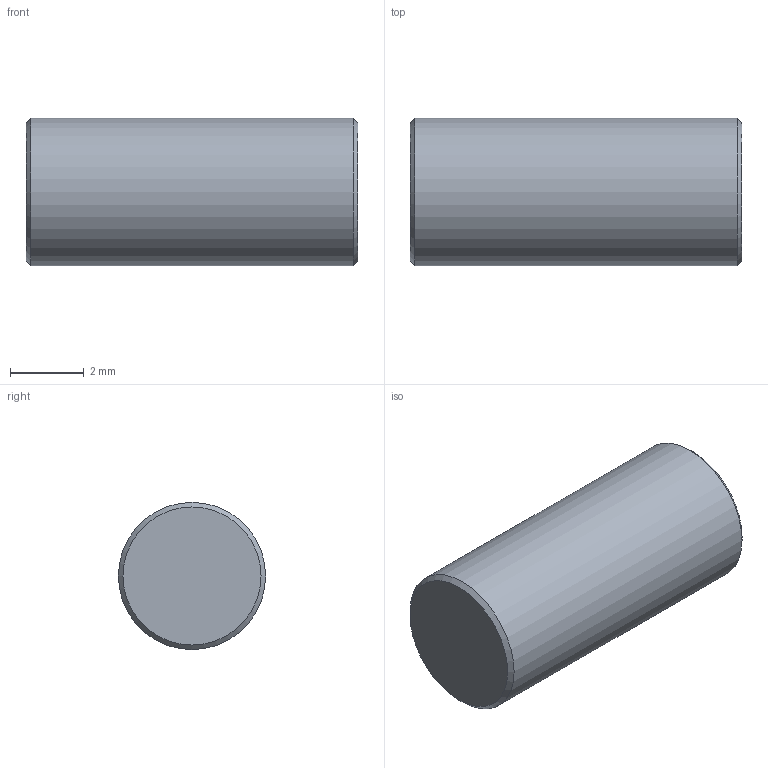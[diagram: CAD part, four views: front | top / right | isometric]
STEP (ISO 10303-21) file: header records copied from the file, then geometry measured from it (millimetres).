
FILE_DESCRIPTION( ( 'STEP AP214' ), '1' );
FILE_NAME( 'SKINTOP DIX-DV 4 Art. Nr. 53100004.stp', '2020-06-02T10:20:15', ( 'License CC BY-ND 4.0' ), ( 'CADENAS' ), ' ', 'PARTsolutions', ' ' );
FILE_SCHEMA( ( 'AUTOMOTIVE_DESIGN { 1 0 10303 214 1 1 1 1 }' ) );
Length unit declared in the file: millimetre
Products named in the file (1): _SKINTOP DIX-DV 4      Art. Nr. 53100004
Bounding box: 9 x 4 x 4 mm (x, y, z)
Volume: 112.8 mm3; surface area: 137.7 mm2
Topology: 1 solids, 1 shells, 31 faces, 79 edges, 52 vertices
Faces by surface type: plane 18, cylinder 11, cone 2
Full cylindrical faces by diameter (mm): 4 x1
Entity records: 1190 total; most frequent: DIRECTION 164, CARTESIAN_POINT 160, ORIENTED_EDGE 152, EDGE_CURVE 76, AXIS2_PLACEMENT_3D 56, VERTEX_POINT 52, LINE 52, VECTOR 52
